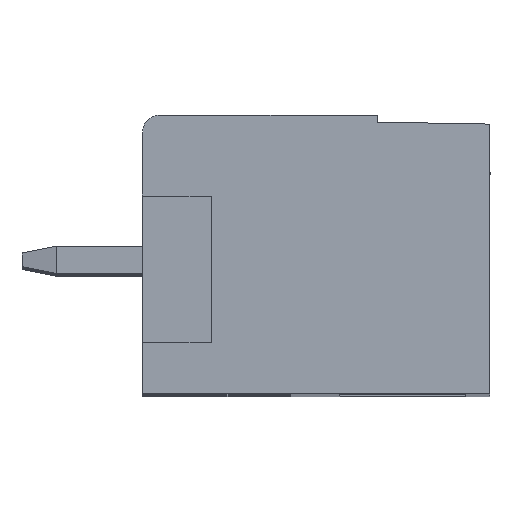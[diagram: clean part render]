
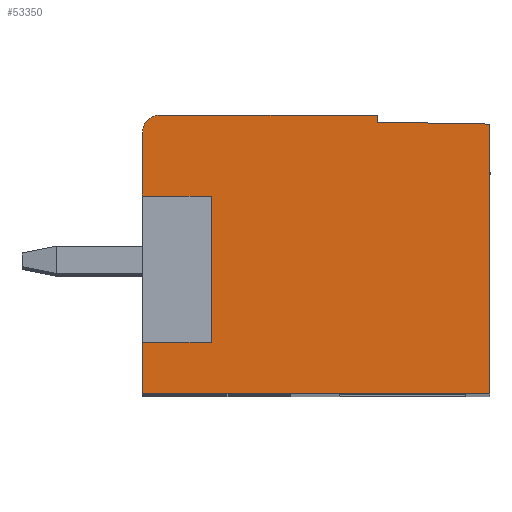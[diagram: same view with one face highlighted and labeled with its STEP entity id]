
A CAD part, top view. The second image highlights one B-rep face of the part: STEP entity #53350.
In plain terms, the highlighted planar face has unit normal (0, 0, 1).
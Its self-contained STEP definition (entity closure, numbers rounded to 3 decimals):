
#5=DIRECTION('',(0.,1.,0.));
#6=VECTOR('',#5,7.84);
#7=CARTESIAN_POINT('',(-10.615,0.099,168.212));
#8=LINE('',#7,#6);
#463=DIRECTION('',(0.,1.,0.));
#464=VECTOR('',#463,0.202);
#465=CARTESIAN_POINT('',(-13.889,7.997,168.212));
#466=LINE('',#465,#464);
#531=DIRECTION('',(0.,-1.,0.));
#532=VECTOR('',#531,1.85);
#533=CARTESIAN_POINT('',(-20.715,7.699,168.212));
#534=LINE('',#533,#532);
#547=DIRECTION('',(0.,-1.,0.));
#548=VECTOR('',#547,1.5);
#549=CARTESIAN_POINT('',(-20.715,1.599,168.212));
#550=LINE('',#549,#548);
#1899=DIRECTION('',(1.,0.,0.));
#1900=VECTOR('',#1899,10.1);
#1901=CARTESIAN_POINT('',(-20.715,0.099,
168.212));
#1902=LINE('',#1901,#1900);
#19213=DIRECTION('',(0.,1.,0.));
#19214=VECTOR('',#19213,4.25);
#19215=CARTESIAN_POINT('',(-18.715,1.599,
168.212));
#19216=LINE('',#19215,#19214);
#19217=DIRECTION('',(-1.,0.,0.));
#19218=VECTOR('',#19217,2.);
#19219=CARTESIAN_POINT('',(-18.715,5.849,
168.212));
#19220=LINE('',#19219,#19218);
#19221=CARTESIAN_POINT('',(-20.215,7.699,
168.212));
#19222=DIRECTION('',(0.,0.,-1.));
#19223=DIRECTION('',(-1.,0.,0.));
#19224=AXIS2_PLACEMENT_3D('',#19221,#19222,#19223);
#19226=DIRECTION('',(1.,0.,0.));
#19227=VECTOR('',#19226,6.326);
#19228=CARTESIAN_POINT('',(-20.215,8.199,
168.212));
#19229=LINE('',#19228,#19227);
#19230=DIRECTION('',(1.,-0.017,0.));
#19231=VECTOR('',#19230,3.274);
#19232=CARTESIAN_POINT('',(-13.889,7.997,
168.212));
#19233=LINE('',#19232,#19231);
#19234=DIRECTION('',(-1.,0.,0.));
#19235=VECTOR('',#19234,2.);
#19236=CARTESIAN_POINT('',(-18.715,1.599,
168.212));
#19237=LINE('',#19236,#19235);
#19258=CARTESIAN_POINT('',(-10.615,0.099,
168.212));
#19259=CARTESIAN_POINT('',(-10.615,7.94,
168.212));
#19260=VERTEX_POINT('',#19258);
#19261=VERTEX_POINT('',#19259);
#19334=CARTESIAN_POINT('',(-20.715,0.099,
168.212));
#19335=VERTEX_POINT('',#19334);
#19601=CARTESIAN_POINT('',(-13.889,7.997,
168.212));
#19602=VERTEX_POINT('',#19601);
#19603=CARTESIAN_POINT('',(-20.715,1.599,
168.212));
#19604=VERTEX_POINT('',#19603);
#19605=CARTESIAN_POINT('',(-18.715,1.599,
168.212));
#19606=VERTEX_POINT('',#19605);
#19607=CARTESIAN_POINT('',(-18.715,5.849,
168.212));
#19608=VERTEX_POINT('',#19607);
#19609=CARTESIAN_POINT('',(-20.715,5.849,
168.212));
#19610=VERTEX_POINT('',#19609);
#19611=CARTESIAN_POINT('',(-20.715,7.699,
168.212));
#19612=VERTEX_POINT('',#19611);
#19613=CARTESIAN_POINT('',(-20.215,8.199,
168.212));
#19614=VERTEX_POINT('',#19613);
#19615=CARTESIAN_POINT('',(-13.889,8.199,
168.212));
#19616=VERTEX_POINT('',#19615);
#53329=CARTESIAN_POINT('',(-10.615,0.099,
168.212));
#53330=DIRECTION('',(0.,0.,-1.));
#53331=DIRECTION('',(0.,1.,0.));
#53332=AXIS2_PLACEMENT_3D('',#53329,#53330,#53331);
#53333=PLANE('',#53332);
#53334=ORIENTED_EDGE('',*,*,#25199,.F.);
#53335=ORIENTED_EDGE('',*,*,#27515,.F.);
#53336=ORIENTED_EDGE('',*,*,#25704,.F.);
#53338=ORIENTED_EDGE('',*,*,#53337,.F.);
#53340=ORIENTED_EDGE('',*,*,#53339,.T.);
#53342=ORIENTED_EDGE('',*,*,#53341,.T.);
#53343=ORIENTED_EDGE('',*,*,#25696,.F.);
#53344=ORIENTED_EDGE('',*,*,#25661,.T.);
#53345=ORIENTED_EDGE('',*,*,#25646,.T.);
#53346=ORIENTED_EDGE('',*,*,#25631,.F.);
#53347=ORIENTED_EDGE('',*,*,#25616,.T.);
#53348=EDGE_LOOP('',(#53334,#53335,#53336,#53338,#53340,#53342,#53343,#53344,
#53345,#53346,#53347));
#53349=FACE_OUTER_BOUND('',#53348,.F.);
#19225=CIRCLE('',#19224,0.5);
#25199=EDGE_CURVE('',#19260,#19261,#8,.T.);
#25616=EDGE_CURVE('',#19602,#19261,#19233,.T.);
#25631=EDGE_CURVE('',#19602,#19616,#466,.T.);
#25646=EDGE_CURVE('',#19614,#19616,#19229,.T.);
#25661=EDGE_CURVE('',#19612,#19614,#19225,.T.);
#25696=EDGE_CURVE('',#19612,#19610,#534,.T.);
#25704=EDGE_CURVE('',#19604,#19335,#550,.T.);
#27515=EDGE_CURVE('',#19335,#19260,#1902,.T.);
#53337=EDGE_CURVE('',#19606,#19604,#19237,.T.);
#53339=EDGE_CURVE('',#19606,#19608,#19216,.T.);
#53341=EDGE_CURVE('',#19608,#19610,#19220,.T.);
#53350=ADVANCED_FACE('',(#53349),#53333,.F.);
